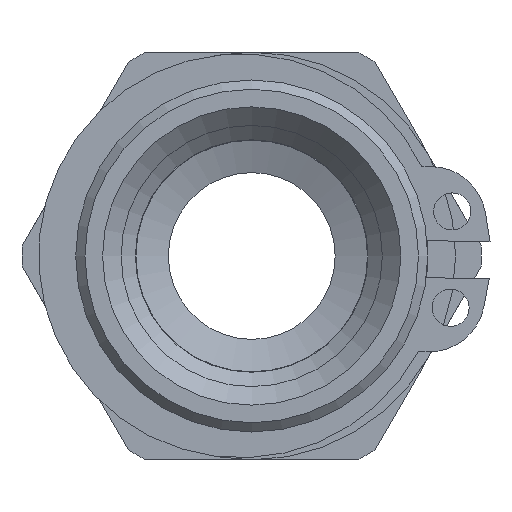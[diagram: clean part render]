
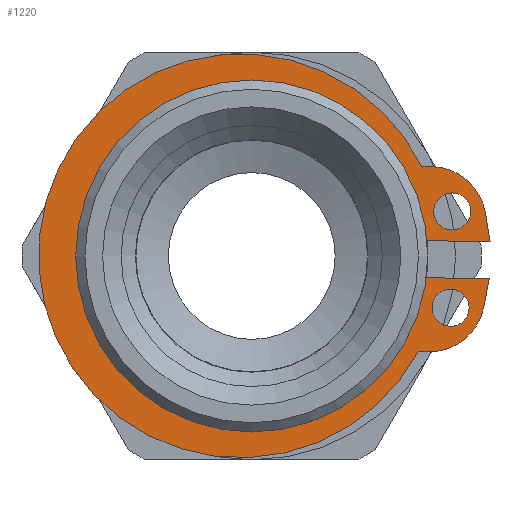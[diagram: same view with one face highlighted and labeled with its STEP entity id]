
A CAD part, left-side view. The second image highlights one B-rep face of the part: STEP entity #1220.
In plain terms, the highlighted planar face has unit normal (-1, 0, 0).
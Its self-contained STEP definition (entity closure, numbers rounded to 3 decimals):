
#104=FACE_BOUND('',#258,.T.);
#105=FACE_BOUND('',#259,.T.);
#120=PLANE('',#1326);
#180=FACE_OUTER_BOUND('',#257,.T.);
#257=EDGE_LOOP('',(#874,#875,#876,#877,#878,#879,#880,#881,#882,#883));
#258=EDGE_LOOP('',(#884));
#259=EDGE_LOOP('',(#885));
#346=LINE('',#1903,#420);
#349=LINE('',#1909,#423);
#350=LINE('',#1911,#424);
#351=LINE('',#1915,#425);
#352=LINE('',#1917,#426);
#353=LINE('',#1921,#427);
#420=VECTOR('',#1506,10.);
#423=VECTOR('',#1511,10.);
#424=VECTOR('',#1512,10.);
#425=VECTOR('',#1515,10.);
#426=VECTOR('',#1516,10.);
#427=VECTOR('',#1519,10.);
#496=CIRCLE('',#1324,3.);
#497=CIRCLE('',#1327,9.);
#498=CIRCLE('',#1328,3.);
#499=CIRCLE('',#1329,10.9);
#500=CIRCLE('',#1330,1.);
#501=CIRCLE('',#1331,1.);
#583=VERTEX_POINT('',#1896);
#584=VERTEX_POINT('',#1898);
#585=VERTEX_POINT('',#1902);
#587=VERTEX_POINT('',#1908);
#588=VERTEX_POINT('',#1910);
#589=VERTEX_POINT('',#1912);
#590=VERTEX_POINT('',#1914);
#591=VERTEX_POINT('',#1916);
#592=VERTEX_POINT('',#1918);
#593=VERTEX_POINT('',#1920);
#594=VERTEX_POINT('',#1923);
#595=VERTEX_POINT('',#1925);
#692=EDGE_CURVE('',#583,#584,#496,.T.);
#694=EDGE_CURVE('',#584,#585,#346,.T.);
#697=EDGE_CURVE('',#587,#583,#349,.T.);
#698=EDGE_CURVE('',#588,#587,#350,.T.);
#699=EDGE_CURVE('',#589,#588,#497,.T.);
#700=EDGE_CURVE('',#590,#589,#351,.T.);
#701=EDGE_CURVE('',#591,#590,#352,.T.);
#702=EDGE_CURVE('',#592,#591,#498,.T.);
#703=EDGE_CURVE('',#593,#592,#353,.T.);
#704=EDGE_CURVE('',#585,#593,#499,.T.);
#705=EDGE_CURVE('',#594,#594,#500,.T.);
#706=EDGE_CURVE('',#595,#595,#501,.T.);
#874=ORIENTED_EDGE('',*,*,#692,.F.);
#875=ORIENTED_EDGE('',*,*,#697,.F.);
#876=ORIENTED_EDGE('',*,*,#698,.F.);
#877=ORIENTED_EDGE('',*,*,#699,.F.);
#878=ORIENTED_EDGE('',*,*,#700,.F.);
#879=ORIENTED_EDGE('',*,*,#701,.F.);
#880=ORIENTED_EDGE('',*,*,#702,.F.);
#881=ORIENTED_EDGE('',*,*,#703,.F.);
#882=ORIENTED_EDGE('',*,*,#704,.F.);
#883=ORIENTED_EDGE('',*,*,#694,.F.);
#884=ORIENTED_EDGE('',*,*,#705,.T.);
#885=ORIENTED_EDGE('',*,*,#706,.T.);
#1220=ADVANCED_FACE('',(#180,#104,#105),#120,.F.);
#1324=AXIS2_PLACEMENT_3D('',#1899,#1501,#1502);
#1326=AXIS2_PLACEMENT_3D('',#1907,#1509,#1510);
#1327=AXIS2_PLACEMENT_3D('',#1913,#1513,#1514);
#1328=AXIS2_PLACEMENT_3D('',#1919,#1517,#1518);
#1329=AXIS2_PLACEMENT_3D('',#1922,#1520,#1521);
#1330=AXIS2_PLACEMENT_3D('',#1924,#1522,#1523);
#1331=AXIS2_PLACEMENT_3D('',#1926,#1524,#1525);
#1501=DIRECTION('center_axis',(1.,0.,0.));
#1502=DIRECTION('ref_axis',(0.,-0.629,-0.777));
#1506=DIRECTION('',(0.,1.,0.018));
#1509=DIRECTION('center_axis',(1.,0.,0.));
#1510=DIRECTION('ref_axis',(0.,0.018,-1.));
#1511=DIRECTION('',(0.,0.191,-0.982));
#1512=DIRECTION('',(0.,-1.,-0.018));
#1513=DIRECTION('center_axis',(-1.,0.,0.));
#1514=DIRECTION('ref_axis',(0.,1.,0.));
#1515=DIRECTION('',(0.,1.,0.018));
#1516=DIRECTION('',(0.,-0.156,-0.988));
#1517=DIRECTION('center_axis',(1.,0.,0.));
#1518=DIRECTION('ref_axis',(0.,-0.656,0.754));
#1519=DIRECTION('',(0.,-1.,-0.018));
#1520=DIRECTION('center_axis',(1.,0.,0.));
#1521=DIRECTION('ref_axis',(0.,-0.88,-0.475));
#1522=DIRECTION('center_axis',(1.,0.,0.));
#1523=DIRECTION('ref_axis',(0.,0.018,-1.));
#1524=DIRECTION('center_axis',(1.,0.,0.));
#1525=DIRECTION('ref_axis',(0.,0.018,-1.));
#1896=CARTESIAN_POINT('',(5.8,-12.529,-2.746));
#1898=CARTESIAN_POINT('',(5.8,-9.53,-5.172));
#1899=CARTESIAN_POINT('Origin',(5.8,-9.584,-2.172));
#1902=CARTESIAN_POINT('',(5.8,-8.994,-5.162));
#1903=CARTESIAN_POINT('',(5.8,-12.047,-5.217));
#1907=CARTESIAN_POINT('Origin',(5.8,-1.48,-0.027));
#1908=CARTESIAN_POINT('',(5.8,-12.824,-1.23));
#1909=CARTESIAN_POINT('',(5.8,-12.824,-1.23));
#1910=CARTESIAN_POINT('',(5.8,-8.925,-1.16));
#1911=CARTESIAN_POINT('',(5.8,-8.925,-1.16));
#1912=CARTESIAN_POINT('',(5.8,-8.961,0.839));
#1913=CARTESIAN_POINT('Origin',(5.8,0.,
0.));
#1914=CARTESIAN_POINT('',(5.8,-12.86,0.769));
#1915=CARTESIAN_POINT('',(5.8,-12.86,0.769));
#1916=CARTESIAN_POINT('',(5.8,-12.619,2.295));
#1917=CARTESIAN_POINT('',(5.8,-12.227,4.781));
#1918=CARTESIAN_POINT('',(5.8,-9.71,4.827));
#1919=CARTESIAN_POINT('Origin',(5.8,-9.656,1.827));
#1920=CARTESIAN_POINT('',(5.8,-9.174,4.836));
#1921=CARTESIAN_POINT('',(5.8,-9.174,4.836));
#1922=CARTESIAN_POINT('Origin',(5.8,0.6,0.011));
#1923=CARTESIAN_POINT('',(5.8,-10.75,-1.793));
#1924=CARTESIAN_POINT('Origin',(5.8,-10.732,-2.793));
#1925=CARTESIAN_POINT('',(5.8,-10.843,3.406));
#1926=CARTESIAN_POINT('Origin',(5.8,-10.825,2.406));
